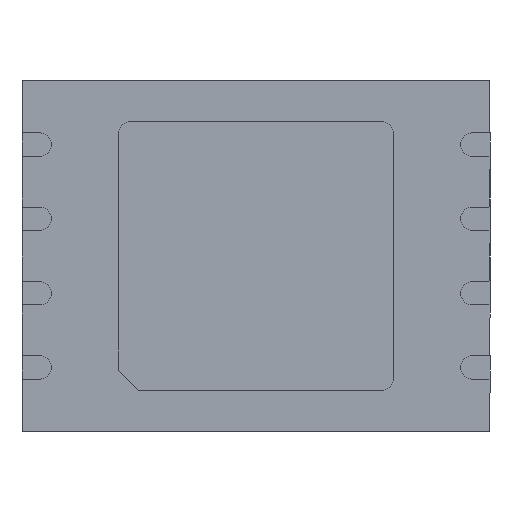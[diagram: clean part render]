
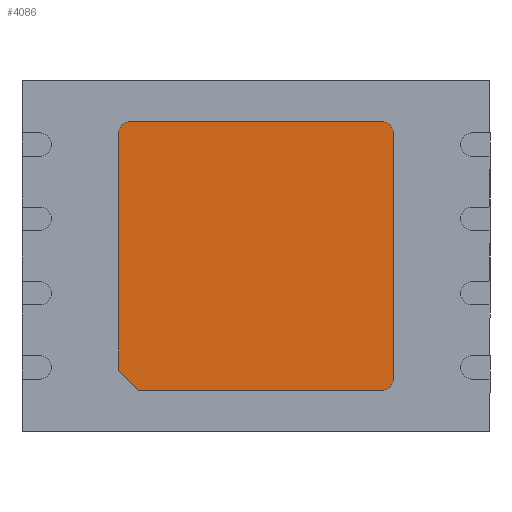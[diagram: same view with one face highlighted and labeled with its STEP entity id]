
A CAD part, front view. The second image highlights one B-rep face of the part: STEP entity #4086.
In plain terms, the highlighted planar face has unit normal (0, -1, 0).
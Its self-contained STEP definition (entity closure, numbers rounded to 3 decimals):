
#26 = EDGE_CURVE ( 'NONE', #3321, #3665, #3601, .T. ) ;
#120 = VERTEX_POINT ( 'NONE', #969 ) ;
#157 = VECTOR ( 'NONE', #732, 1000. ) ;
#204 = DIRECTION ( 'NONE',  ( 0., 0., -1. ) ) ;
#213 = DIRECTION ( 'NONE',  ( 0., 0., -1. ) ) ;
#215 = EDGE_CURVE ( 'NONE', #1914, #431, #2691, .T. ) ;
#431 = VERTEX_POINT ( 'NONE', #2554 ) ;
#495 = LINE ( 'NONE', #1172, #3812 ) ;
#568 = CARTESIAN_POINT ( 'NONE',  ( 2.15, 0., 2.1 ) ) ;
#700 = AXIS2_PLACEMENT_3D ( 'NONE', #568, #2153, #1510 ) ;
#732 = DIRECTION ( 'NONE',  ( 0.699, 0., -0.715 ) ) ;
#870 = DIRECTION ( 'NONE',  ( 1., 0., 0. ) ) ;
#969 = CARTESIAN_POINT ( 'NONE',  ( 2.15, 0., -2.3 ) ) ;
#971 = VERTEX_POINT ( 'NONE', #2457 ) ;
#1070 = CARTESIAN_POINT ( 'NONE',  ( -2.15, 0., 2.3 ) ) ;
#1074 = LINE ( 'NONE', #4078, #3031 ) ;
#1172 = CARTESIAN_POINT ( 'NONE',  ( 2.15, 0., -2.3 ) ) ;
#1236 = VERTEX_POINT ( 'NONE', #4019 ) ;
#1316 = LINE ( 'NONE', #1720, #157 ) ;
#1351 = CARTESIAN_POINT ( 'NONE',  ( 2.15, 0., 2.1 ) ) ;
#1358 = CARTESIAN_POINT ( 'NONE',  ( 2.15, 0., 2.3 ) ) ;
#1505 = CARTESIAN_POINT ( 'NONE',  ( 2.15, 0., -2.1 ) ) ;
#1510 = DIRECTION ( 'NONE',  ( 0., 0., -1. ) ) ;
#1536 = ORIENTED_EDGE ( 'NONE', *, *, #215, .T. ) ;
#1560 = FACE_OUTER_BOUND ( 'NONE', #3779, .T. ) ;
#1614 = DIRECTION ( 'NONE',  ( -1., 0., 0. ) ) ;
#1653 = EDGE_CURVE ( 'NONE', #431, #3321, #2220, .T. ) ;
#1688 = ORIENTED_EDGE ( 'NONE', *, *, #2009, .T. ) ;
#1690 = LINE ( 'NONE', #2469, #2107 ) ;
#1720 = CARTESIAN_POINT ( 'NONE',  ( -2.35, 0., -1.95 ) ) ;
#1903 = VERTEX_POINT ( 'NONE', #2770 ) ;
#1914 = VERTEX_POINT ( 'NONE', #2753 ) ;
#1938 = AXIS2_PLACEMENT_3D ( 'NONE', #2582, #3868, #4168 ) ;
#2009 = EDGE_CURVE ( 'NONE', #3665, #1903, #1074, .T. ) ;
#2107 = VECTOR ( 'NONE', #2422, 1000. ) ;
#2153 = DIRECTION ( 'NONE',  ( 0., -1., 0. ) ) ;
#2220 = LINE ( 'NONE', #1358, #2608 ) ;
#2285 = AXIS2_PLACEMENT_3D ( 'NONE', #1505, #3781, #204 ) ;
#2422 = DIRECTION ( 'NONE',  ( 0., 0., 1. ) ) ;
#2425 = EDGE_CURVE ( 'NONE', #1903, #971, #1316, .T. ) ;
#2457 = CARTESIAN_POINT ( 'NONE',  ( -2.007, 0., -2.3 ) ) ;
#2469 = CARTESIAN_POINT ( 'NONE',  ( 2.35, 0., -2.1 ) ) ;
#2486 = ORIENTED_EDGE ( 'NONE', *, *, #2683, .T. ) ;
#2554 = CARTESIAN_POINT ( 'NONE',  ( 2.15, 0., 2.3 ) ) ;
#2582 = CARTESIAN_POINT ( 'NONE',  ( -2.15, 0., 2.1 ) ) ;
#2608 = VECTOR ( 'NONE', #1614, 1000. ) ;
#2615 = DIRECTION ( 'NONE',  ( 0., -1., 0. ) ) ;
#2683 = EDGE_CURVE ( 'NONE', #971, #120, #495, .T. ) ;
#2690 = ORIENTED_EDGE ( 'NONE', *, *, #1653, .T. ) ;
#2691 = CIRCLE ( 'NONE', #3214, 0.2 ) ;
#2753 = CARTESIAN_POINT ( 'NONE',  ( 2.35, 0., 2.1 ) ) ;
#2770 = CARTESIAN_POINT ( 'NONE',  ( -2.35, 0., -1.95 ) ) ;
#2802 = PLANE ( 'NONE',  #700 ) ;
#2812 = ORIENTED_EDGE ( 'NONE', *, *, #3484, .T. ) ;
#2959 = EDGE_CURVE ( 'NONE', #120, #1236, #3201, .T. ) ;
#3003 = ORIENTED_EDGE ( 'NONE', *, *, #2959, .T. ) ;
#3031 = VECTOR ( 'NONE', #213, 1000. ) ;
#3201 = CIRCLE ( 'NONE', #2285, 0.2 ) ;
#3214 = AXIS2_PLACEMENT_3D ( 'NONE', #1351, #2615, #3286 ) ;
#3286 = DIRECTION ( 'NONE',  ( 0., 0., -1. ) ) ;
#3298 = ORIENTED_EDGE ( 'NONE', *, *, #2425, .T. ) ;
#3321 = VERTEX_POINT ( 'NONE', #1070 ) ;
#3479 = ORIENTED_EDGE ( 'NONE', *, *, #26, .T. ) ;
#3484 = EDGE_CURVE ( 'NONE', #1236, #1914, #1690, .T. ) ;
#3527 = CARTESIAN_POINT ( 'NONE',  ( -2.35, 0., 2.1 ) ) ;
#3601 = CIRCLE ( 'NONE', #1938, 0.2 ) ;
#3665 = VERTEX_POINT ( 'NONE', #3527 ) ;
#3779 = EDGE_LOOP ( 'NONE', ( #1536, #2690, #3479, #1688, #3298, #2486, #3003, #2812 ) ) ;
#3781 = DIRECTION ( 'NONE',  ( 0., -1., 0. ) ) ;
#3812 = VECTOR ( 'NONE', #870, 1000. ) ;
#3868 = DIRECTION ( 'NONE',  ( 0., -1., 0. ) ) ;
#4019 = CARTESIAN_POINT ( 'NONE',  ( 2.35, 0., -2.1 ) ) ;
#4078 = CARTESIAN_POINT ( 'NONE',  ( -2.35, 0., -1.95 ) ) ;
#4086 = ADVANCED_FACE ( 'NONE', ( #1560 ), #2802, .T. ) ;
#4168 = DIRECTION ( 'NONE',  ( 0., 0., -1. ) ) ;
